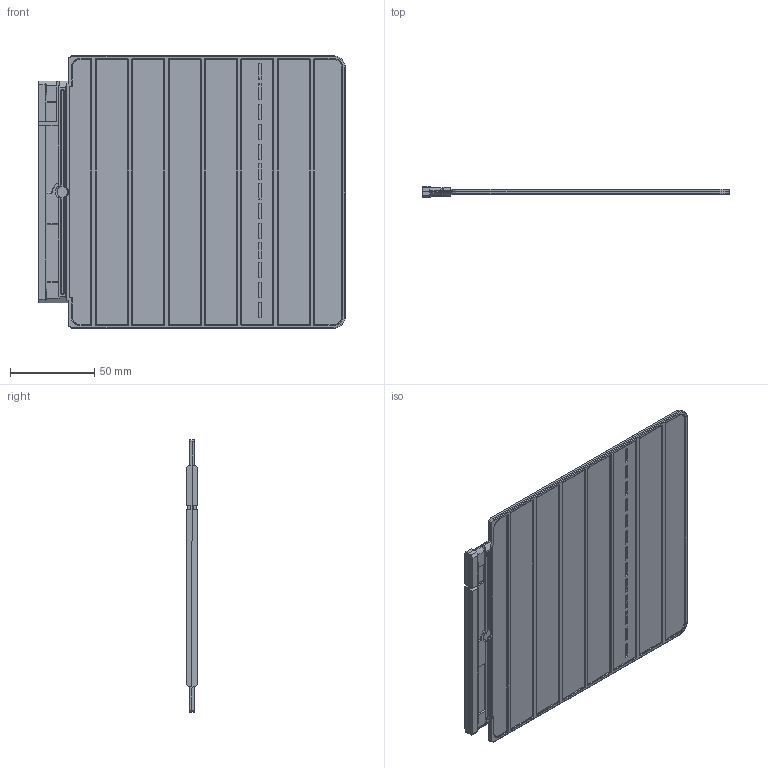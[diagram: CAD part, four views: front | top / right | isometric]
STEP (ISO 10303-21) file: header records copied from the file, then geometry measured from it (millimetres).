
FILE_DESCRIPTION(/* description */ (''),/* implementation_level */ '2;1');
FILE_NAME(/* name */ 'FILE_STP_CAD_DRAWING_3d_GLX908_prt.stp',/* time_stamp */ '2025-04-18T17:41:12+02:00',/* author */ (''),/* organization */ (''),/* preprocessor_version */ 'ST-DEVELOPER v16.7',/* originating_system */ 'SIEMENS PLM Software NX 12.0',/* authorisation */ '');
FILE_SCHEMA (('AUTOMOTIVE_DESIGN { 1 0 10303 214 3 1 1 1 }'));
Length unit declared in the file: millimetre
Products named in the file (1): 3d_GLX908
Bounding box: 182.01 x 6.8 x 161.52 mm (x, y, z)
Surface area: 63669.7 mm2 (no closed solid volume)
Topology: 0 solids, 1 shells, 742 faces, 1954 edges, 1194 vertices
Faces by surface type: plane 336, cylinder 205, bspline 94, sphere 53, extrusion 23, torus 22, cone 9
Full cylindrical faces by diameter (mm): 2.5 x2
Entity records: 24566 total; most frequent: CARTESIAN_POINT 6751, DIRECTION 3736, ORIENTED_EDGE 3508, EDGE_CURVE 1942, AXIS2_PLACEMENT_3D 1302, VERTEX_POINT 1190, VECTOR 1132, LINE 1109
